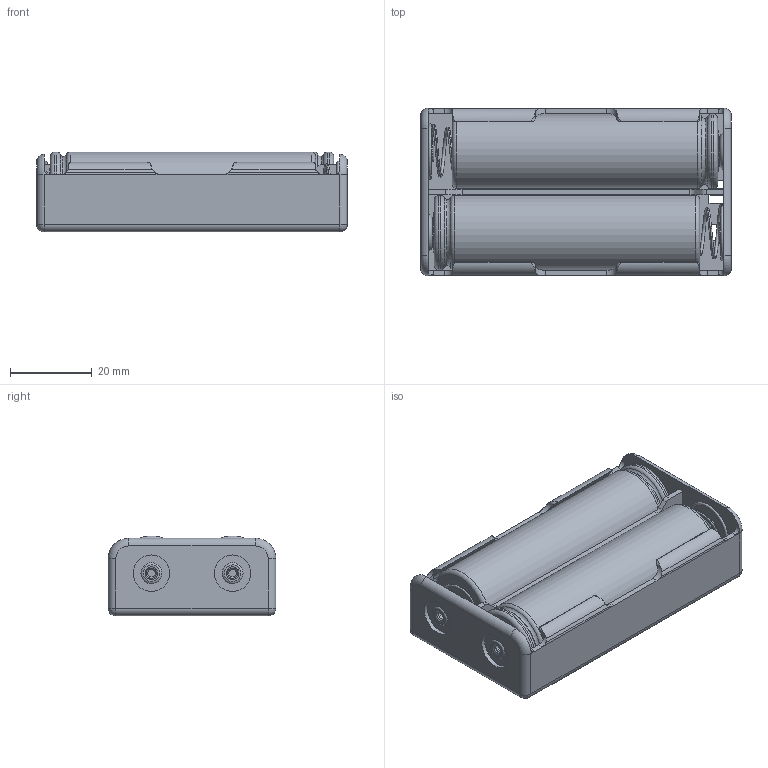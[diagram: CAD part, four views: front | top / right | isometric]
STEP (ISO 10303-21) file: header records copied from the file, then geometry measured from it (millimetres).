
FILE_DESCRIPTION(/* description */ (''),/* implementation_level */ '2;1');
FILE_NAME(/* name */ '2x18650 Battery Holder v3.step',/* time_stamp */ '2025-04-10T12:54:06-07:00',/* author */ (''),/* organization */ (''),/* preprocessor_version */ 'ST-DEVELOPER v20.1',/* originating_system */ 'Autodesk Translation Framework v14.4.0.0',/* authorisation */ '');
FILE_SCHEMA (('AUTOMOTIVE_DESIGN { 1 0 10303 214 3 1 1 }'));
Length unit declared in the file: millimetre
Products named in the file (6): 2x18650 Battery Holder; Porta baterias 2x18650; Contacto_Helice_v2.0; Contacto_plano_v1.0; remache_v1.0; Bateria 18650
Assembly tree (11 placements, depth 2):
  2x18650 Battery Holder
    Porta baterias 2x18650
    Contacto_Helice_v2.0  x2
    Contacto_plano_v1.0  x2
    Bateria 18650  x2
    remache_v1.0  x4
Bounding box: 76 x 41 x 19.53 mm (x, y, z)
Volume: 45437.9 mm3; surface area: 25164.9 mm2
Topology: 11 solids, 11 shells, 336 faces, 819 edges, 528 vertices
Faces by surface type: plane 182, cylinder 100, torus 38, bspline 10, sphere 4, cone 2
Full cylindrical faces by diameter (mm): 1.9 x4, 2.5 x10, 3.1 x2, 4 x4, 8.9 x4, 10 x2, 11 x2, 14 x2, 18.2 x4
Entity records: 11343 total; most frequent: CARTESIAN_POINT 4209, ORIENTED_EDGE 1430, DIRECTION 1405, EDGE_CURVE 715, AXIS2_PLACEMENT_3D 469, LINE 467, VECTOR 467, VERTEX_POINT 465
